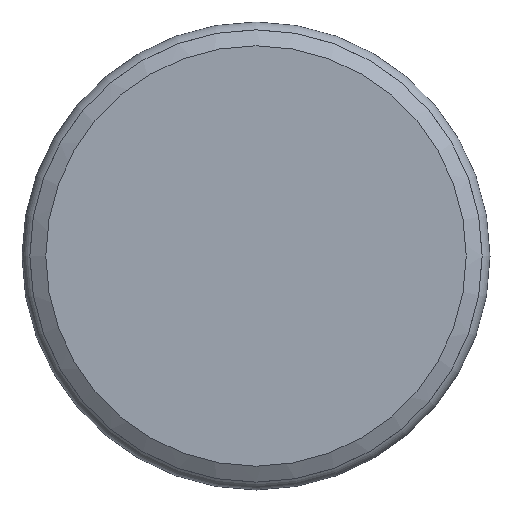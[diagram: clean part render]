
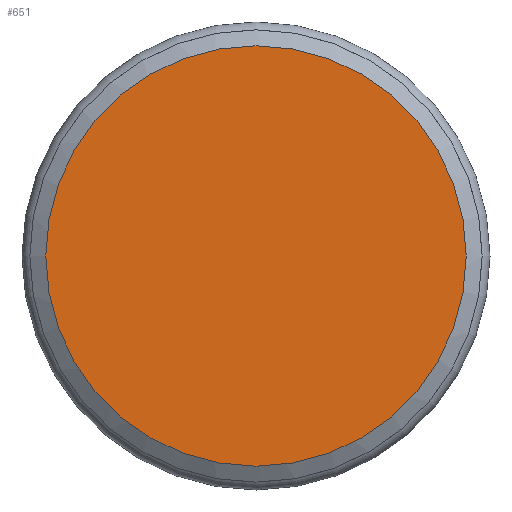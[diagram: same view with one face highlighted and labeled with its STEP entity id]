
A CAD part, front view. The second image highlights one B-rep face of the part: STEP entity #651.
In plain terms, the highlighted planar face has unit normal (0, -1, 0).
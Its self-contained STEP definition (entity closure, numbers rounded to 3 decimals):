
#67=PLANE('',#760);
#104=FACE_OUTER_BOUND('',#145,.T.);
#145=EDGE_LOOP('',(#556,#557));
#197=CIRCLE('',#758,26.5);
#198=CIRCLE('',#759,26.5);
#282=VERTEX_POINT('',#1190);
#283=VERTEX_POINT('',#1191);
#373=EDGE_CURVE('',#282,#283,#197,.T.);
#374=EDGE_CURVE('',#283,#282,#198,.T.);
#556=ORIENTED_EDGE('',*,*,#373,.T.);
#557=ORIENTED_EDGE('',*,*,#374,.T.);
#651=ADVANCED_FACE('',(#104),#67,.T.);
#758=AXIS2_PLACEMENT_3D('',#1192,#949,#950);
#759=AXIS2_PLACEMENT_3D('',#1193,#951,#952);
#760=AXIS2_PLACEMENT_3D('',#1195,#954,#955);
#949=DIRECTION('center_axis',(0.,-1.,0.));
#950=DIRECTION('ref_axis',(1.,0.,0.));
#951=DIRECTION('center_axis',(0.,-1.,0.));
#952=DIRECTION('ref_axis',(1.,0.,0.));
#954=DIRECTION('center_axis',(0.,-1.,0.));
#955=DIRECTION('ref_axis',(0.,0.,-1.));
#1190=CARTESIAN_POINT('',(26.5,0.,0.));
#1191=CARTESIAN_POINT('',(-26.5,0.,0.));
#1192=CARTESIAN_POINT('Origin',(0.,0.,0.));
#1193=CARTESIAN_POINT('Origin',(0.,0.,0.));
#1195=CARTESIAN_POINT('Origin',(25.194,0.,0.));
